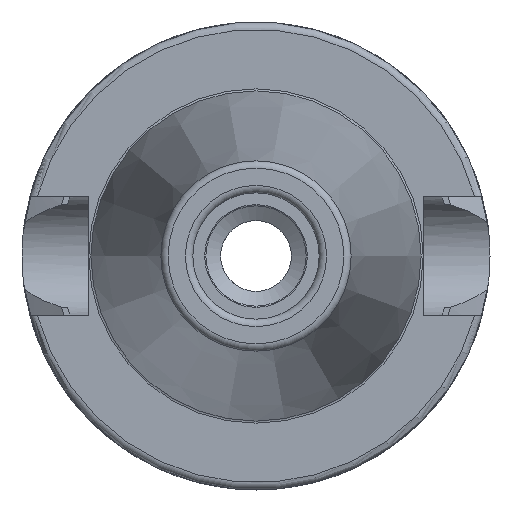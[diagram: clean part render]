
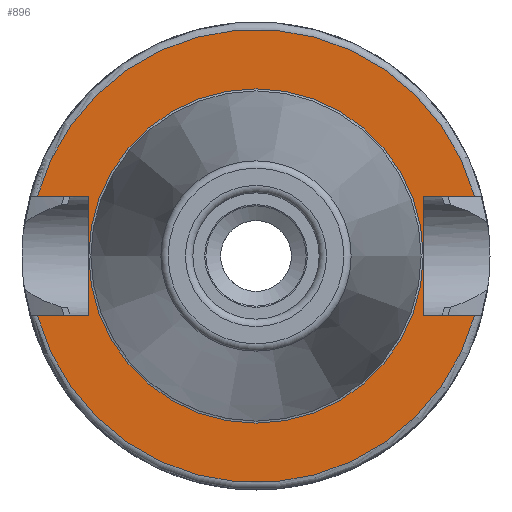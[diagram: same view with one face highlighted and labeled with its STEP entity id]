
A CAD part, left-side view. The second image highlights one B-rep face of the part: STEP entity #896.
In plain terms, the highlighted planar face has unit normal (-1, 0, 0).
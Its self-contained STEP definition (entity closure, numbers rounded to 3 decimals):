
#68=LINE('',#1578,#113);
#72=LINE('',#1586,#117);
#75=LINE('',#1606,#120);
#86=LINE('',#1706,#131);
#89=LINE('',#1727,#134);
#91=LINE('',#1730,#136);
#113=VECTOR('',#1156,10.);
#117=VECTOR('',#1162,10.);
#120=VECTOR('',#1167,10.);
#131=VECTOR('',#1222,10.);
#134=VECTOR('',#1227,10.);
#136=VECTOR('',#1231,10.);
#162=FACE_BOUND('',#275,.T.);
#175=PLANE('',#1021);
#218=FACE_OUTER_BOUND('',#274,.T.);
#274=EDGE_LOOP('',(#786,#787,#788,#789,#790,#791,#792,#793));
#275=EDGE_LOOP('',(#794));
#328=CIRCLE('',#998,30.5);
#340=CIRCLE('',#1020,22.5);
#341=CIRCLE('',#1022,30.5);
#397=VERTEX_POINT('',#1566);
#398=VERTEX_POINT('',#1577);
#400=VERTEX_POINT('',#1583);
#401=VERTEX_POINT('',#1585);
#416=VERTEX_POINT('',#1666);
#423=VERTEX_POINT('',#1703);
#424=VERTEX_POINT('',#1705);
#428=VERTEX_POINT('',#1726);
#436=VERTEX_POINT('',#1756);
#500=EDGE_CURVE('',#398,#397,#68,.T.);
#504=EDGE_CURVE('',#401,#400,#72,.T.);
#509=EDGE_CURVE('',#400,#398,#75,.T.);
#529=EDGE_CURVE('',#401,#416,#328,.T.);
#539=EDGE_CURVE('',#424,#423,#86,.T.);
#544=EDGE_CURVE('',#428,#416,#89,.T.);
#546=EDGE_CURVE('',#423,#428,#91,.T.);
#560=EDGE_CURVE('',#436,#436,#340,.T.);
#561=EDGE_CURVE('',#424,#397,#341,.T.);
#786=ORIENTED_EDGE('',*,*,#500,.T.);
#787=ORIENTED_EDGE('',*,*,#561,.F.);
#788=ORIENTED_EDGE('',*,*,#539,.T.);
#789=ORIENTED_EDGE('',*,*,#546,.T.);
#790=ORIENTED_EDGE('',*,*,#544,.T.);
#791=ORIENTED_EDGE('',*,*,#529,.F.);
#792=ORIENTED_EDGE('',*,*,#504,.T.);
#793=ORIENTED_EDGE('',*,*,#509,.T.);
#794=ORIENTED_EDGE('',*,*,#560,.T.);
#896=ADVANCED_FACE('',(#218,#162),#175,.T.);
#998=AXIS2_PLACEMENT_3D('',#1667,#1209,#1210);
#1020=AXIS2_PLACEMENT_3D('',#1758,#1267,#1268);
#1021=AXIS2_PLACEMENT_3D('',#1759,#1269,#1270);
#1022=AXIS2_PLACEMENT_3D('',#1760,#1271,#1272);
#1156=DIRECTION('',(0.,-1.,0.));
#1162=DIRECTION('',(0.,1.,0.));
#1167=DIRECTION('',(0.,0.,1.));
#1209=DIRECTION('center_axis',(1.,0.,0.));
#1210=DIRECTION('ref_axis',(0.,0.,-1.));
#1222=DIRECTION('',(0.,-1.,0.));
#1227=DIRECTION('',(0.,1.,0.));
#1231=DIRECTION('',(0.,0.,-1.));
#1267=DIRECTION('center_axis',(1.,0.,0.));
#1268=DIRECTION('ref_axis',(0.,0.,-1.));
#1269=DIRECTION('center_axis',(-1.,0.,0.));
#1270=DIRECTION('ref_axis',(0.,0.,1.));
#1271=DIRECTION('center_axis',(1.,0.,0.));
#1272=DIRECTION('ref_axis',(0.,0.,-1.));
#1566=CARTESIAN_POINT('',(2.,-29.418,8.05));
#1577=CARTESIAN_POINT('',(2.,-22.6,8.05));
#1578=CARTESIAN_POINT('',(2.,3.95,8.05));
#1583=CARTESIAN_POINT('',(2.,-22.6,-8.05));
#1585=CARTESIAN_POINT('',(2.,-29.418,-8.05));
#1586=CARTESIAN_POINT('',(2.,3.95,-8.05));
#1606=CARTESIAN_POINT('',(2.,-22.6,0.));
#1666=CARTESIAN_POINT('',(2.,29.418,-8.05));
#1667=CARTESIAN_POINT('Origin',(2.,0.,0.));
#1703=CARTESIAN_POINT('',(2.,22.6,8.05));
#1705=CARTESIAN_POINT('',(2.,29.418,8.05));
#1706=CARTESIAN_POINT('',(2.,26.55,8.05));
#1726=CARTESIAN_POINT('',(2.,22.6,-8.05));
#1727=CARTESIAN_POINT('',(2.,26.55,-8.05));
#1730=CARTESIAN_POINT('',(2.,22.6,0.));
#1756=CARTESIAN_POINT('',(2.,0.,22.5));
#1758=CARTESIAN_POINT('Origin',(2.,0.,0.));
#1759=CARTESIAN_POINT('Origin',(2.,30.5,0.));
#1760=CARTESIAN_POINT('Origin',(2.,0.,0.));
